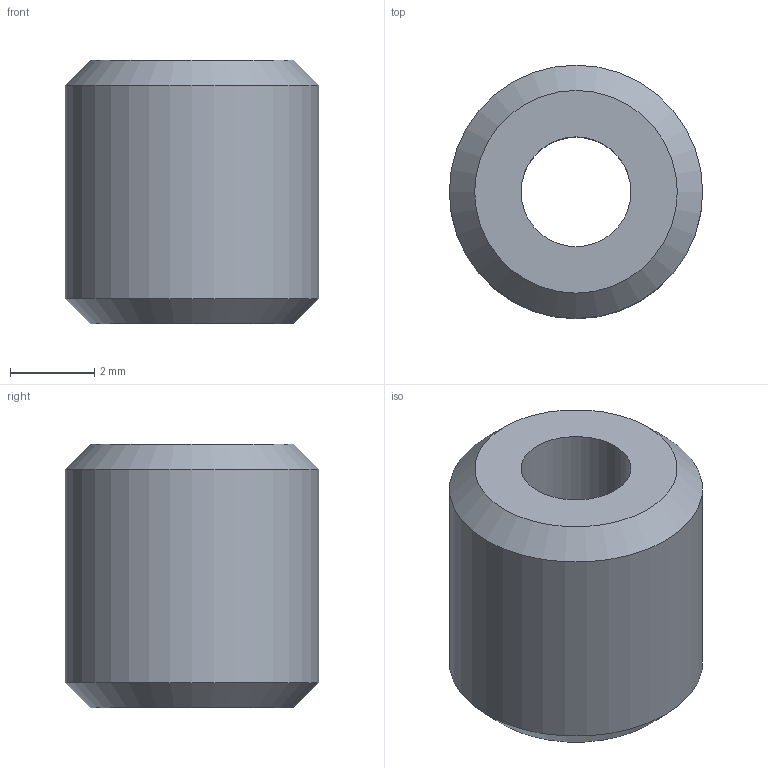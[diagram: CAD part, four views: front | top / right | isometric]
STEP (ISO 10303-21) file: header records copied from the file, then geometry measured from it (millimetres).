
FILE_DESCRIPTION(/* description */ (''),/* implementation_level */ '2;1');
FILE_NAME(/* name */ 'WASHER.ipt.step',/* time_stamp */ '2020-04-16T23:31:02-04:00',/* author */ ('Josef'),/* organization */ (''),/* preprocessor_version */ 'ST-DEVELOPER v17',/* originating_system */ 'Autodesk Inventor 2019',/* authorisation */ '');
FILE_SCHEMA (('AUTOMOTIVE_DESIGN { 1 0 10303 214 3 1 1 }'));
Length unit declared in the file: inch
Products named in the file (1): WASHER
Bounding box: 6 x 6 x 6.25 mm (x, y, z)
Volume: 137.2 mm3; surface area: 200.6 mm2
Topology: 1 solids, 1 shells, 6 faces, 16 edges, 12 vertices
Faces by surface type: cylinder 2, cone 2, plane 2
Full cylindrical faces by diameter (mm): 2.6 x1, 6 x1
Entity records: 249 total; most frequent: DIRECTION 42, CARTESIAN_POINT 35, ORIENTED_EDGE 32, AXIS2_PLACEMENT_3D 19, EDGE_CURVE 16, CIRCLE 12, VERTEX_POINT 12, EDGE_LOOP 8
